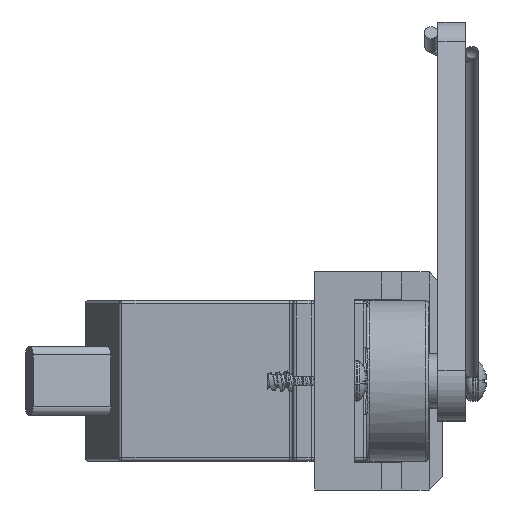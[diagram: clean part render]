
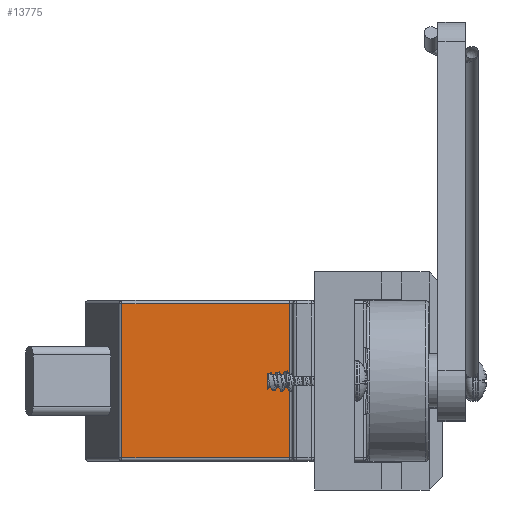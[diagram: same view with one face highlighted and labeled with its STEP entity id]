
A CAD part, front view. The second image highlights one B-rep face of the part: STEP entity #13775.
In plain terms, the highlighted face is planar.
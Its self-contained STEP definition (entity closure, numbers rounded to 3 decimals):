
#424 = ORIENTED_EDGE ( 'NONE', *, *, #6387, .T. ) ;
#1184 = VECTOR ( 'NONE', #11304, 1000. ) ;
#1351 = EDGE_CURVE ( 'NONE', #14368, #10125, #5011, .T. ) ;
#1479 = CARTESIAN_POINT ( 'NONE',  ( -5.906, 5.906, -0.254 ) ) ;
#1599 = CARTESIAN_POINT ( 'NONE',  ( -5.906, 5.906, -15.24 ) ) ;
#1832 = AXIS2_PLACEMENT_3D ( 'NONE', #1599, #5310, #13835 ) ;
#2998 = CARTESIAN_POINT ( 'NONE',  ( 5.652, 5.906, -12.543 ) ) ;
#4286 = CARTESIAN_POINT ( 'NONE',  ( 5.652, 5.906, -0.254 ) ) ;
#4398 = CARTESIAN_POINT ( 'NONE',  ( -5.906, 5.906, -12.543 ) ) ;
#4458 = LINE ( 'NONE', #1479, #1184 ) ;
#5011 = LINE ( 'NONE', #11655, #11111 ) ;
#5310 = DIRECTION ( 'NONE',  ( 0., 1., 0. ) ) ;
#6387 = EDGE_CURVE ( 'NONE', #9821, #14368, #10484, .T. ) ;
#6881 = VECTOR ( 'NONE', #11690, 1000. ) ;
#7235 = DIRECTION ( 'NONE',  ( 0., 0., -1. ) ) ;
#7242 = LINE ( 'NONE', #14536, #7609 ) ;
#7609 = VECTOR ( 'NONE', #7235, 1000. ) ;
#7820 = EDGE_CURVE ( 'NONE', #13887, #9821, #7242, .T. ) ;
#8622 = FACE_OUTER_BOUND ( 'NONE', #14135, .T. ) ;
#8682 = ORIENTED_EDGE ( 'NONE', *, *, #12847, .T. ) ;
#9821 = VERTEX_POINT ( 'NONE', #2998 ) ;
#10125 = VERTEX_POINT ( 'NONE', #10833 ) ;
#10484 = LINE ( 'NONE', #4398, #6881 ) ;
#10833 = CARTESIAN_POINT ( 'NONE',  ( -5.652, 5.906, -0.254 ) ) ;
#11111 = VECTOR ( 'NONE', #12947, 1000. ) ;
#11304 = DIRECTION ( 'NONE',  ( 1., 0., 0. ) ) ;
#11655 = CARTESIAN_POINT ( 'NONE',  ( -5.652, 5.906, -15.24 ) ) ;
#11690 = DIRECTION ( 'NONE',  ( -1., 0., 0. ) ) ;
#12847 = EDGE_CURVE ( 'NONE', #10125, #13887, #4458, .T. ) ;
#12904 = CARTESIAN_POINT ( 'NONE',  ( -5.652, 5.906, -12.543 ) ) ;
#12947 = DIRECTION ( 'NONE',  ( 0., 0., 1. ) ) ;
#13775 = ADVANCED_FACE ( 'NONE', ( #8622 ), #13788, .T. ) ;
#13788 = PLANE ( 'NONE',  #1832 ) ;
#13835 = DIRECTION ( 'NONE',  ( 0., 0., 1. ) ) ;
#13887 = VERTEX_POINT ( 'NONE', #4286 ) ;
#14045 = ORIENTED_EDGE ( 'NONE', *, *, #1351, .T. ) ;
#14135 = EDGE_LOOP ( 'NONE', ( #424, #14045, #8682, #14432 ) ) ;
#14368 = VERTEX_POINT ( 'NONE', #12904 ) ;
#14432 = ORIENTED_EDGE ( 'NONE', *, *, #7820, .T. ) ;
#14536 = CARTESIAN_POINT ( 'NONE',  ( 5.652, 5.906, -15.24 ) ) ;
